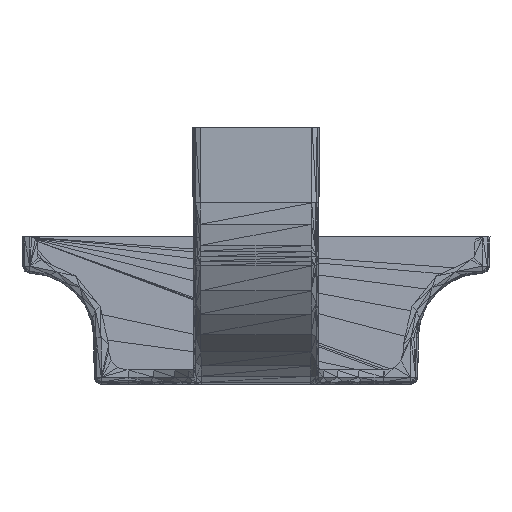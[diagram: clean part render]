
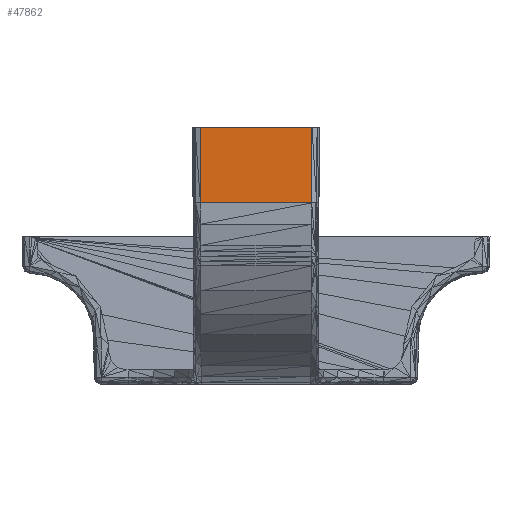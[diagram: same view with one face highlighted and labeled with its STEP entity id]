
A CAD part, left-side view. The second image highlights one B-rep face of the part: STEP entity #47862.
In plain terms, the highlighted planar face has unit normal (-1, 0, -0.018).
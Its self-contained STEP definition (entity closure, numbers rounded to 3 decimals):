
#98 = PLANE('',#99);
#99 = AXIS2_PLACEMENT_3D('',#100,#101,#102);
#100 = CARTESIAN_POINT('',(-85.544,0.,
    65.325));
#101 = DIRECTION('',(0.,0.,1.));
#102 = DIRECTION('',(1.,0.,0.));
#3821 = VERTEX_POINT('',#3822);
#3822 = CARTESIAN_POINT('',(-87.234,-31.044,
    65.325));
#3843 = PLANE('',#3844);
#3844 = AXIS2_PLACEMENT_3D('',#3845,#3846,#3847);
#3845 = CARTESIAN_POINT('',(-86.558,-31.668,
    43.699));
#3846 = DIRECTION('',(-0.925,-0.379,
    -0.018));
#3847 = DIRECTION('',(0.379,-0.926,0.)
  );
#4178 = VERTEX_POINT('',#4179);
#4179 = CARTESIAN_POINT('',(-86.505,-30.838,
    23.537));
#4206 = EDGE_CURVE('',#4178,#3821,#4207,.T.);
#4207 = SURFACE_CURVE('',#4208,(#4212,#4219),.PCURVE_S1.);
#4208 = LINE('',#4209,#4210);
#4209 = CARTESIAN_POINT('',(-86.505,-30.838,
    23.537));
#4210 = VECTOR('',#4211,1.);
#4211 = DIRECTION('',(-0.017,-0.005,
    1.));
#4212 = PCURVE('',#3843,#4213);
#4213 = DEFINITIONAL_REPRESENTATION('',(#4214),#4218);
#4214 = LINE('',#4215,#4216);
#4215 = CARTESIAN_POINT('',(-0.748,-20.166));
#4216 = VECTOR('',#4217,1.);
#4217 = DIRECTION('',(-0.002,1.));
#4218 = ( GEOMETRIC_REPRESENTATION_CONTEXT(2) 
PARAMETRIC_REPRESENTATION_CONTEXT() REPRESENTATION_CONTEXT('2D SPACE',''
  ) );
#4219 = PCURVE('',#4220,#4225);
#4220 = PLANE('',#4221);
#4221 = AXIS2_PLACEMENT_3D('',#4222,#4223,#4224);
#4222 = CARTESIAN_POINT('',(-86.87,0.,
    44.473));
#4223 = DIRECTION('',(-1.,0.,
    -0.017));
#4224 = DIRECTION('',(0.017,0.,-1.));
#4225 = DEFINITIONAL_REPRESENTATION('',(#4226),#4230);
#4226 = LINE('',#4227,#4228);
#4227 = CARTESIAN_POINT('',(20.939,30.838));
#4228 = VECTOR('',#4229,1.);
#4229 = DIRECTION('',(-1.,0.005));
#4230 = ( GEOMETRIC_REPRESENTATION_CONTEXT(2) 
PARAMETRIC_REPRESENTATION_CONTEXT() REPRESENTATION_CONTEXT('2D SPACE',''
  ) );
#4689 = PLANE('',#4690);
#4690 = AXIS2_PLACEMENT_3D('',#4691,#4692,#4693);
#4691 = CARTESIAN_POINT('',(-86.258,2.683,20.282
    ));
#4692 = DIRECTION('',(-0.997,0.,
    -0.076));
#4693 = DIRECTION('',(0.076,0.,-0.997));
#4705 = EDGE_CURVE('',#4706,#4178,#4708,.T.);
#4706 = VERTEX_POINT('',#4707);
#4707 = CARTESIAN_POINT('',(-86.505,30.838,
    23.537));
#4708 = SURFACE_CURVE('',#4709,(#4713,#4720),.PCURVE_S1.);
#4709 = LINE('',#4710,#4711);
#4710 = CARTESIAN_POINT('',(-86.505,30.838,
    23.537));
#4711 = VECTOR('',#4712,1.);
#4712 = DIRECTION('',(0.,-1.,0.));
#4713 = PCURVE('',#4689,#4714);
#4714 = DEFINITIONAL_REPRESENTATION('',(#4715),#4719);
#4715 = LINE('',#4716,#4717);
#4716 = CARTESIAN_POINT('',(-3.265,-28.155));
#4717 = VECTOR('',#4718,1.);
#4718 = DIRECTION('',(0.,1.));
#4719 = ( GEOMETRIC_REPRESENTATION_CONTEXT(2) 
PARAMETRIC_REPRESENTATION_CONTEXT() REPRESENTATION_CONTEXT('2D SPACE',''
  ) );
#4720 = PCURVE('',#4220,#4721);
#4721 = DEFINITIONAL_REPRESENTATION('',(#4722),#4726);
#4722 = LINE('',#4723,#4724);
#4723 = CARTESIAN_POINT('',(20.939,-30.838));
#4724 = VECTOR('',#4725,1.);
#4725 = DIRECTION('',(0.,1.));
#4726 = ( GEOMETRIC_REPRESENTATION_CONTEXT(2) 
PARAMETRIC_REPRESENTATION_CONTEXT() REPRESENTATION_CONTEXT('2D SPACE',''
  ) );
#23899 = PLANE('',#23900);
#23900 = AXIS2_PLACEMENT_3D('',#23901,#23902,#23903);
#23901 = CARTESIAN_POINT('',(-86.584,31.675,
    45.164));
#23902 = DIRECTION('',(-0.925,0.379,-0.018
    ));
#23903 = DIRECTION('',(-0.379,-0.925,0.));
#23915 = EDGE_CURVE('',#4706,#23916,#23918,.T.);
#23916 = VERTEX_POINT('',#23917);
#23917 = CARTESIAN_POINT('',(-87.234,31.044,
    65.325));
#23918 = SURFACE_CURVE('',#23919,(#23923,#23930),.PCURVE_S1.);
#23919 = LINE('',#23920,#23921);
#23920 = CARTESIAN_POINT('',(-86.505,30.838,
    23.537));
#23921 = VECTOR('',#23922,1.);
#23922 = DIRECTION('',(-0.017,0.005,
    1.));
#23923 = PCURVE('',#23899,#23924);
#23924 = DEFINITIONAL_REPRESENTATION('',(#23925),#23929);
#23925 = LINE('',#23926,#23927);
#23926 = CARTESIAN_POINT('',(0.744,-21.631));
#23927 = VECTOR('',#23928,1.);
#23928 = DIRECTION('',(0.002,1.));
#23929 = ( GEOMETRIC_REPRESENTATION_CONTEXT(2) 
PARAMETRIC_REPRESENTATION_CONTEXT() REPRESENTATION_CONTEXT('2D SPACE',''
  ) );
#23930 = PCURVE('',#4220,#23931);
#23931 = DEFINITIONAL_REPRESENTATION('',(#23932),#23936);
#23932 = LINE('',#23933,#23934);
#23933 = CARTESIAN_POINT('',(20.939,-30.838));
#23934 = VECTOR('',#23935,1.);
#23935 = DIRECTION('',(-1.,-0.005));
#23936 = ( GEOMETRIC_REPRESENTATION_CONTEXT(2) 
PARAMETRIC_REPRESENTATION_CONTEXT() REPRESENTATION_CONTEXT('2D SPACE',''
  ) );
#47833 = EDGE_CURVE('',#23916,#3821,#47834,.T.);
#47834 = SURFACE_CURVE('',#47835,(#47839,#47846),.PCURVE_S1.);
#47835 = LINE('',#47836,#47837);
#47836 = CARTESIAN_POINT('',(-87.234,31.044,
    65.325));
#47837 = VECTOR('',#47838,1.);
#47838 = DIRECTION('',(0.,-1.,0.));
#47839 = PCURVE('',#98,#47840);
#47840 = DEFINITIONAL_REPRESENTATION('',(#47841),#47845);
#47841 = LINE('',#47842,#47843);
#47842 = CARTESIAN_POINT('',(-1.69,31.044));
#47843 = VECTOR('',#47844,1.);
#47844 = DIRECTION('',(0.,-1.));
#47845 = ( GEOMETRIC_REPRESENTATION_CONTEXT(2) 
PARAMETRIC_REPRESENTATION_CONTEXT() REPRESENTATION_CONTEXT('2D SPACE',''
  ) );
#47846 = PCURVE('',#4220,#47847);
#47847 = DEFINITIONAL_REPRESENTATION('',(#47848),#47852);
#47848 = LINE('',#47849,#47850);
#47849 = CARTESIAN_POINT('',(-20.856,-31.044));
#47850 = VECTOR('',#47851,1.);
#47851 = DIRECTION('',(0.,1.));
#47852 = ( GEOMETRIC_REPRESENTATION_CONTEXT(2) 
PARAMETRIC_REPRESENTATION_CONTEXT() REPRESENTATION_CONTEXT('2D SPACE',''
  ) );
#47862 = ADVANCED_FACE('',(#47863),#4220,.T.);
#47863 = FACE_BOUND('',#47864,.T.);
#47864 = EDGE_LOOP('',(#47865,#47866,#47867,#47868));
#47865 = ORIENTED_EDGE('',*,*,#4705,.T.);
#47866 = ORIENTED_EDGE('',*,*,#4206,.T.);
#47867 = ORIENTED_EDGE('',*,*,#47833,.F.);
#47868 = ORIENTED_EDGE('',*,*,#23915,.F.);
